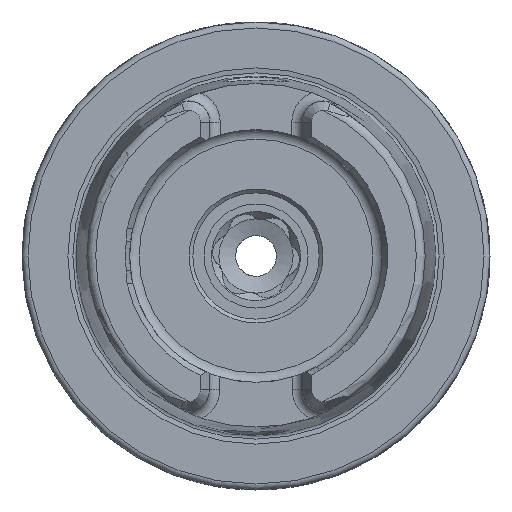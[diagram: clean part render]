
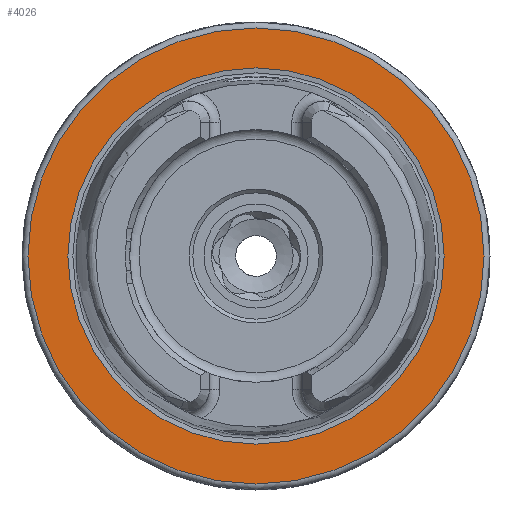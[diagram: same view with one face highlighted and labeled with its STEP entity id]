
A CAD part, left-side view. The second image highlights one B-rep face of the part: STEP entity #4026.
In plain terms, the highlighted planar face has unit normal (-1, 0, 0).
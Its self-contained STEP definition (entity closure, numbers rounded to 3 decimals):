
#268 = CIRCLE ( 'NONE', #1406, 30.7 ) ;
#899 = PLANE ( 'NONE',  #4355 ) ;
#997 = EDGE_CURVE ( 'NONE', #3114, #3114, #2023, .T. ) ;
#1131 = VERTEX_POINT ( 'NONE', #5933 ) ;
#1406 = AXIS2_PLACEMENT_3D ( 'NONE', #7422, #8065, #6181 ) ;
#1555 = FACE_BOUND ( 'NONE', #7425, .T. ) ;
#2023 = CIRCLE ( 'NONE', #5479, 25.324 ) ;
#2253 = CARTESIAN_POINT ( 'NONE',  ( 0., 0., 25.324 ) ) ;
#3110 = ORIENTED_EDGE ( 'NONE', *, *, #997, .F. ) ;
#3114 = VERTEX_POINT ( 'NONE', #2253 ) ;
#3645 = CARTESIAN_POINT ( 'NONE',  ( 0., 30.7, 0. ) ) ;
#4026 = ADVANCED_FACE ( 'NONE', ( #1555, #7079 ), #899, .F. ) ;
#4355 = AXIS2_PLACEMENT_3D ( 'NONE', #3645, #6418, #8261 ) ;
#5479 = AXIS2_PLACEMENT_3D ( 'NONE', #8783, #8053, #8237 ) ;
#5750 = ORIENTED_EDGE ( 'NONE', *, *, #6893, .T. ) ;
#5933 = CARTESIAN_POINT ( 'NONE',  ( 0., 0., 30.7 ) ) ;
#6181 = DIRECTION ( 'NONE',  ( 0., 0., 1. ) ) ;
#6418 = DIRECTION ( 'NONE',  ( 1., 0., 0. ) ) ;
#6765 = EDGE_LOOP ( 'NONE', ( #5750 ) ) ;
#6893 = EDGE_CURVE ( 'NONE', #1131, #1131, #268, .T. ) ;
#7079 = FACE_OUTER_BOUND ( 'NONE', #6765, .T. ) ;
#7422 = CARTESIAN_POINT ( 'NONE',  ( 0., 0., 0. ) ) ;
#7425 = EDGE_LOOP ( 'NONE', ( #3110 ) ) ;
#8053 = DIRECTION ( 'NONE',  ( -1., 0., 0. ) ) ;
#8065 = DIRECTION ( 'NONE',  ( -1., 0., 0. ) ) ;
#8237 = DIRECTION ( 'NONE',  ( 0., 0., 1. ) ) ;
#8261 = DIRECTION ( 'NONE',  ( 0., 0., -1. ) ) ;
#8783 = CARTESIAN_POINT ( 'NONE',  ( 0., 0., 0. ) ) ;
